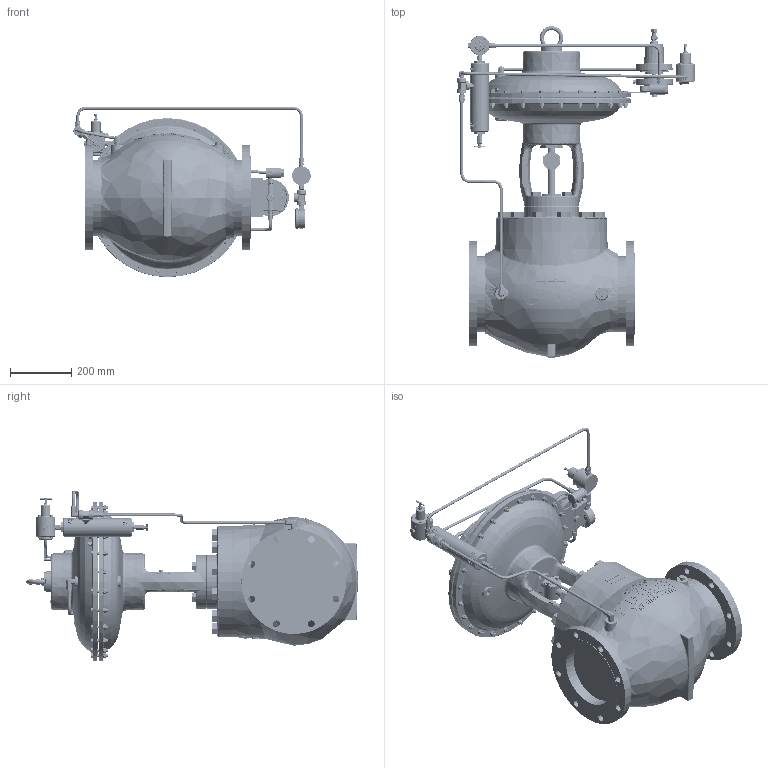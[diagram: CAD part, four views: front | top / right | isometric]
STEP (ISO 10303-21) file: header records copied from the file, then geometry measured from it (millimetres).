
FILE_DESCRIPTION (( 'STEP AP214' ), '1' );
FILE_NAME ('CVC8150RF30-HPBP.STEP', '2026-01-05T22:00:44', ( '' ), ( '' ), 'SwSTEP 2.0', 'SolidWorks 2024', '' );
FILE_SCHEMA (( 'AUTOMOTIVE_DESIGN' ));
Products named in the file (1): CVC8150RF30-HPBP
Bounding box: 777.13 x 1085.65 x 557.96 mm (x, y, z)
Volume: 90381929.2 mm3; surface area: 2702284.1 mm2
Topology: 4 solids, 4 shells, 7687 faces, 19807 edges, 12510 vertices
Faces by surface type: plane 3199, bspline 2218, cone 1134, cylinder 765, torus 284, sphere 87
Entity records: 422942 total; most frequent: CARTESIAN_POINT 255052, ORIENTED_EDGE 39446, DIRECTION 27300, EDGE_CURVE 19723, VERTEX_POINT 12510, AXIS2_PLACEMENT_3D 9398, VECTOR 8504, LINE 8504
